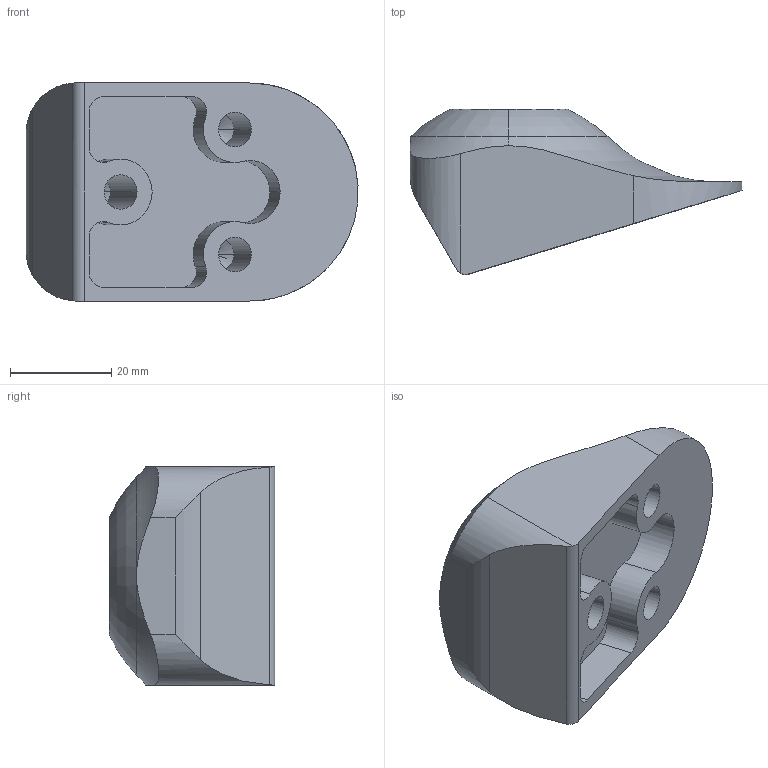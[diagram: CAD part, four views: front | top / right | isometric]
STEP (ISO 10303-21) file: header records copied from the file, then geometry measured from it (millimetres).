
FILE_DESCRIPTION (( 'STEP AP214' ), '1' );
FILE_NAME ('TI.K2.0004.STEP', '2023-01-23T08:37:34', ( '' ), ( '' ), 'SwSTEP 2.0', 'SolidWorks 2022', '' );
FILE_SCHEMA (( 'AUTOMOTIVE_DESIGN' ));
Length unit declared in the file: millimetre
Products named in the file (1): TI.K2.0004
Bounding box: 65.46 x 32.6 x 43 mm (x, y, z)
Volume: 36316.7 mm3; surface area: 10751.4 mm2
Topology: 1 solids, 1 shells, 54 faces, 140 edges, 87 vertices
Faces by surface type: cylinder 28, plane 13, cone 8, torus 5
Entity records: 1869 total; most frequent: CARTESIAN_POINT 441, DIRECTION 287, ORIENTED_EDGE 268, EDGE_CURVE 134, AXIS2_PLACEMENT_3D 116, VERTEX_POINT 87, CIRCLE 61, EDGE_LOOP 59
